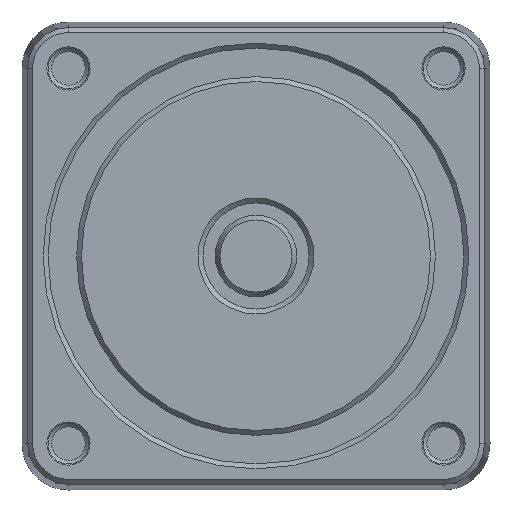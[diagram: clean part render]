
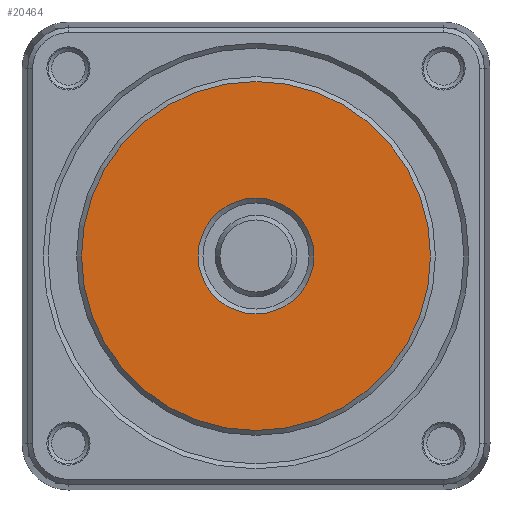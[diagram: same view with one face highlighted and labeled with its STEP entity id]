
A CAD part, front view. The second image highlights one B-rep face of the part: STEP entity #20464.
In plain terms, the highlighted planar face has unit normal (0, -1, 0).
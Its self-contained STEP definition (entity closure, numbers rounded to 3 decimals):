
#230=FACE_BOUND('',#2637,.T.);
#500=PLANE('',#21958);
#1467=FACE_OUTER_BOUND('',#2636,.T.);
#2636=EDGE_LOOP('',(#14661));
#2637=EDGE_LOOP('',(#14662));
#8172=CIRCLE('',#21957,10.7);
#8173=CIRCLE('',#21959,3.55);
#8951=VERTEX_POINT('',#30221);
#8952=VERTEX_POINT('',#30225);
#11086=EDGE_CURVE('',#8951,#8951,#8172,.T.);
#11087=EDGE_CURVE('',#8952,#8952,#8173,.T.);
#14661=ORIENTED_EDGE('',*,*,#11086,.T.);
#14662=ORIENTED_EDGE('',*,*,#11087,.T.);
#20464=ADVANCED_FACE('',(#1467,#230),#500,.T.);
#21957=AXIS2_PLACEMENT_3D('',#30223,#24682,#24683);
#21958=AXIS2_PLACEMENT_3D('',#30224,#24684,#24685);
#21959=AXIS2_PLACEMENT_3D('',#30226,#24686,#24687);
#24682=DIRECTION('center_axis',(0.,-1.,0.));
#24683=DIRECTION('ref_axis',(0.,0.,
1.));
#24684=DIRECTION('center_axis',(0.,-1.,0.));
#24685=DIRECTION('ref_axis',(0.,0.,
-1.));
#24686=DIRECTION('center_axis',(0.,1.,0.));
#24687=DIRECTION('ref_axis',(0.,0.,
-1.));
#30221=CARTESIAN_POINT('',(10.7,-56.6,0.));
#30223=CARTESIAN_POINT('Origin',(0.,-56.6,0.));
#30224=CARTESIAN_POINT('Origin',(0.,-56.6,0.));
#30225=CARTESIAN_POINT('',(3.55,-56.6,0.));
#30226=CARTESIAN_POINT('Origin',(0.,-56.6,0.));
